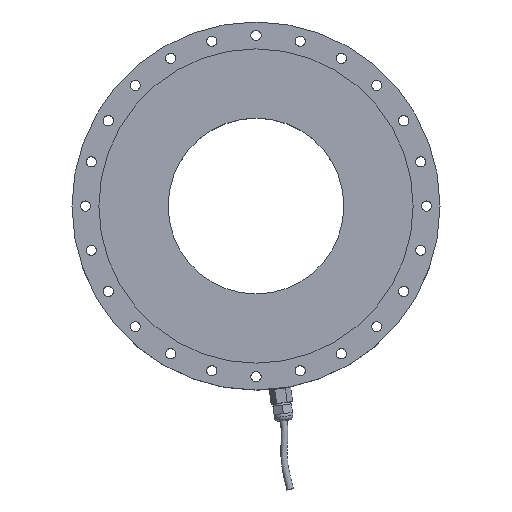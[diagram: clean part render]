
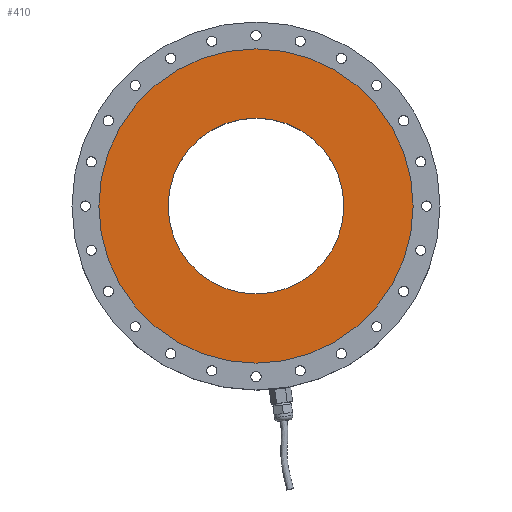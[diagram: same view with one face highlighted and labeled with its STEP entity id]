
A CAD part, top view. The second image highlights one B-rep face of the part: STEP entity #410.
In plain terms, the highlighted planar face has unit normal (0, 0, 1).
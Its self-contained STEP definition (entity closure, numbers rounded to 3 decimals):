
#410 = ADVANCED_FACE( '', ( #958, #959 ), #960, .F. );
#958 = FACE_BOUND( '', #1764, .T. );
#959 = FACE_OUTER_BOUND( '', #1765, .T. );
#960 = PLANE( '', #1766 );
#1764 = EDGE_LOOP( '', ( #2617 ) );
#1765 = EDGE_LOOP( '', ( #2618 ) );
#1766 = AXIS2_PLACEMENT_3D( '', #2619, #2620, #2621 );
#2617 = ORIENTED_EDGE( '', *, *, #2855, .T. );
#2618 = ORIENTED_EDGE( '', *, *, #2844, .T. );
#2619 = CARTESIAN_POINT( '', ( 0., 0., 34.2 ) );
#2620 = DIRECTION( '', ( 0., 0., -1. ) );
#2621 = DIRECTION( '', ( -1., 0., 0. ) );
#2844 = EDGE_CURVE( '', #3255, #3255, #3256, .T. );
#2855 = EDGE_CURVE( '', #3272, #3272, #3273, .T. );
#3255 = VERTEX_POINT( '', #3890 );
#3256 = CIRCLE( '', #3891, 76. );
#3272 = VERTEX_POINT( '', #3912 );
#3273 = CIRCLE( '', #3913, 42.5 );
#3890 = CARTESIAN_POINT( '', ( 0., -76., 34.2 ) );
#3891 = AXIS2_PLACEMENT_3D( '', #4429, #4430, #4431 );
#3912 = CARTESIAN_POINT( '', ( 0., -42.5, 34.2 ) );
#3913 = AXIS2_PLACEMENT_3D( '', #4443, #4444, #4445 );
#4429 = CARTESIAN_POINT( '', ( 0., 0., 34.2 ) );
#4430 = DIRECTION( '', ( 0., 0., 1. ) );
#4431 = DIRECTION( '', ( 0., -1., 0. ) );
#4443 = CARTESIAN_POINT( '', ( 0., 0., 34.2 ) );
#4444 = DIRECTION( '', ( 0., 0., -1. ) );
#4445 = DIRECTION( '', ( 0., -1., 0. ) );
